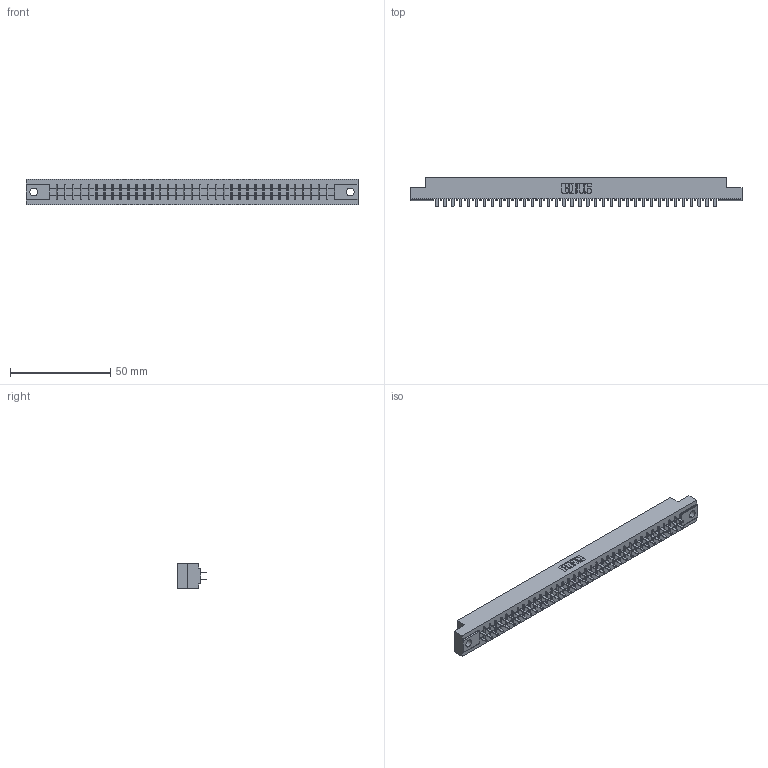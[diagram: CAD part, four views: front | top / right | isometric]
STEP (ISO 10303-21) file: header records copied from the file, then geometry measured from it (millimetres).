
FILE_DESCRIPTION(('FreeCAD Model'),'2;1');
FILE_NAME('Open CASCADE Shape Model','2021-07-12T13:59:57',('Author'),( ''),'Open CASCADE STEP processor 7.4','FreeCAD','Unknown');
FILE_SCHEMA(('AUTOMOTIVE_DESIGN { 1 0 10303 214 1 1 1 1 }'));
Length unit declared in the file: millimetre
Products named in the file (3): 305-072-521-204; 305_Part_.156_Dia; 305-290-001_521
Assembly tree (73 placements, depth 2):
  305-072-521-204
    305_Part_.156_Dia
    305-290-001_521  x72
Bounding box: 165.66 x 14.86 x 12.7 mm (x, y, z)
Volume: 17068 mm3; surface area: 21084.7 mm2
Topology: 73 solids, 73 shells, 3442 faces, 9820 edges, 6352 vertices
Faces by surface type: plane 2026, cylinder 1272, sphere 144
Entity records: 38842 total; most frequent: CARTESIAN_POINT 6622, ORIENTED_EDGE 6572, DIRECTION 6400, EDGE_CURVE 3286, LINE 2660, VECTOR 2660, VERTEX_POINT 2092, AXIS2_PLACEMENT_3D 1870
